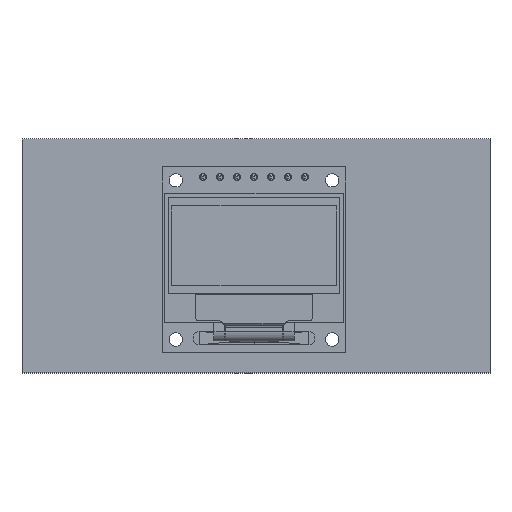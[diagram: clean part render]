
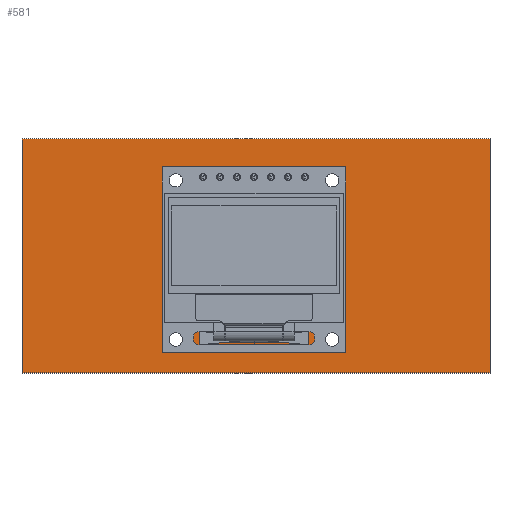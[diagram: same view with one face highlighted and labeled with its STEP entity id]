
A CAD part, top view. The second image highlights one B-rep face of the part: STEP entity #581.
In plain terms, the highlighted planar face has unit normal (0, 0, 1).
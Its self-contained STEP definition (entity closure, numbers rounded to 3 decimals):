
#56 = VERTEX_POINT('',#57);
#57 = CARTESIAN_POINT('',(76.,46.,0.411));
#63 = EDGE_CURVE('',#56,#64,#66,.T.);
#64 = VERTEX_POINT('',#65);
#65 = CARTESIAN_POINT('',(146.,46.,0.411));
#66 = LINE('',#67,#68);
#67 = CARTESIAN_POINT('',(76.,46.,0.411));
#68 = VECTOR('',#69,1.);
#69 = DIRECTION('',(1.,0.,0.));
#94 = EDGE_CURVE('',#64,#95,#97,.T.);
#95 = VERTEX_POINT('',#96);
#96 = CARTESIAN_POINT('',(146.,81.,0.411));
#97 = LINE('',#98,#99);
#98 = CARTESIAN_POINT('',(146.,46.,0.411));
#99 = VECTOR('',#100,1.);
#100 = DIRECTION('',(0.,1.,0.));
#125 = EDGE_CURVE('',#95,#126,#128,.T.);
#126 = VERTEX_POINT('',#127);
#127 = CARTESIAN_POINT('',(76.,81.,0.411));
#128 = LINE('',#129,#130);
#129 = CARTESIAN_POINT('',(146.,81.,0.411));
#130 = VECTOR('',#131,1.);
#131 = DIRECTION('',(-1.,0.,0.));
#156 = EDGE_CURVE('',#126,#56,#157,.T.);
#157 = LINE('',#158,#159);
#158 = CARTESIAN_POINT('',(76.,81.,0.411));
#159 = VECTOR('',#160,1.);
#160 = DIRECTION('',(0.,-1.,0.));
#180 = VERTEX_POINT('',#181);
#181 = CARTESIAN_POINT('',(100.6,74.8,0.411));
#187 = EDGE_CURVE('',#180,#180,#188,.T.);
#188 = CIRCLE('',#189,1.6);
#189 = AXIS2_PLACEMENT_3D('',#190,#191,#192);
#190 = CARTESIAN_POINT('',(99.,74.8,0.411));
#191 = DIRECTION('',(0.,0.,1.));
#192 = DIRECTION('',(1.,0.,-0.));
#213 = VERTEX_POINT('',#214);
#214 = CARTESIAN_POINT('',(100.6,51.,0.411));
#220 = EDGE_CURVE('',#213,#213,#221,.T.);
#221 = CIRCLE('',#222,1.6);
#222 = AXIS2_PLACEMENT_3D('',#223,#224,#225);
#223 = CARTESIAN_POINT('',(99.,51.,0.411));
#224 = DIRECTION('',(0.,0.,1.));
#225 = DIRECTION('',(1.,0.,-0.));
#246 = VERTEX_POINT('',#247);
#247 = CARTESIAN_POINT('',(103.582,75.3,0.411));
#253 = EDGE_CURVE('',#246,#246,#254,.T.);
#254 = CIRCLE('',#255,0.5);
#255 = AXIS2_PLACEMENT_3D('',#256,#257,#258);
#256 = CARTESIAN_POINT('',(103.082,75.3,0.411));
#257 = DIRECTION('',(0.,0.,1.));
#258 = DIRECTION('',(1.,0.,-0.));
#279 = VERTEX_POINT('',#280);
#280 = CARTESIAN_POINT('',(108.662,75.3,0.411));
#286 = EDGE_CURVE('',#279,#279,#287,.T.);
#287 = CIRCLE('',#288,0.5);
#288 = AXIS2_PLACEMENT_3D('',#289,#290,#291);
#289 = CARTESIAN_POINT('',(108.162,75.3,0.411));
#290 = DIRECTION('',(0.,0.,1.));
#291 = DIRECTION('',(1.,0.,-0.));
#312 = VERTEX_POINT('',#313);
#313 = CARTESIAN_POINT('',(106.122,75.3,0.411));
#319 = EDGE_CURVE('',#312,#312,#320,.T.);
#320 = CIRCLE('',#321,0.5);
#321 = AXIS2_PLACEMENT_3D('',#322,#323,#324);
#322 = CARTESIAN_POINT('',(105.622,75.3,0.411));
#323 = DIRECTION('',(0.,0.,1.));
#324 = DIRECTION('',(1.,0.,-0.));
#345 = VERTEX_POINT('',#346);
#346 = CARTESIAN_POINT('',(113.742,75.3,0.411));
#352 = EDGE_CURVE('',#345,#345,#353,.T.);
#353 = CIRCLE('',#354,0.5);
#354 = AXIS2_PLACEMENT_3D('',#355,#356,#357);
#355 = CARTESIAN_POINT('',(113.242,75.3,0.411));
#356 = DIRECTION('',(0.,0.,1.));
#357 = DIRECTION('',(1.,0.,-0.));
#378 = VERTEX_POINT('',#379);
#379 = CARTESIAN_POINT('',(124.,51.,0.411));
#385 = EDGE_CURVE('',#378,#378,#386,.T.);
#386 = CIRCLE('',#387,1.6);
#387 = AXIS2_PLACEMENT_3D('',#388,#389,#390);
#388 = CARTESIAN_POINT('',(122.4,51.,0.411));
#389 = DIRECTION('',(0.,0.,1.));
#390 = DIRECTION('',(1.,0.,-0.));
#411 = VERTEX_POINT('',#412);
#412 = CARTESIAN_POINT('',(124.,74.8,0.411));
#418 = EDGE_CURVE('',#411,#411,#419,.T.);
#419 = CIRCLE('',#420,1.6);
#420 = AXIS2_PLACEMENT_3D('',#421,#422,#423);
#421 = CARTESIAN_POINT('',(122.4,74.8,0.411));
#422 = DIRECTION('',(0.,0.,1.));
#423 = DIRECTION('',(1.,0.,-0.));
#444 = VERTEX_POINT('',#445);
#445 = CARTESIAN_POINT('',(111.202,75.3,0.411));
#451 = EDGE_CURVE('',#444,#444,#452,.T.);
#452 = CIRCLE('',#453,0.5);
#453 = AXIS2_PLACEMENT_3D('',#454,#455,#456);
#454 = CARTESIAN_POINT('',(110.702,75.3,0.411));
#455 = DIRECTION('',(0.,0.,1.));
#456 = DIRECTION('',(1.,0.,-0.));
#477 = VERTEX_POINT('',#478);
#478 = CARTESIAN_POINT('',(118.822,75.3,0.411));
#484 = EDGE_CURVE('',#477,#477,#485,.T.);
#485 = CIRCLE('',#486,0.5);
#486 = AXIS2_PLACEMENT_3D('',#487,#488,#489);
#487 = CARTESIAN_POINT('',(118.322,75.3,0.411));
#488 = DIRECTION('',(0.,0.,1.));
#489 = DIRECTION('',(1.,0.,-0.));
#510 = VERTEX_POINT('',#511);
#511 = CARTESIAN_POINT('',(116.282,75.3,0.411));
#517 = EDGE_CURVE('',#510,#510,#518,.T.);
#518 = CIRCLE('',#519,0.5);
#519 = AXIS2_PLACEMENT_3D('',#520,#521,#522);
#520 = CARTESIAN_POINT('',(115.782,75.3,0.411));
#521 = DIRECTION('',(0.,0.,1.));
#522 = DIRECTION('',(1.,0.,-0.));
#581 = ADVANCED_FACE('',(#582,#588,#591,#594,#597,#600,#603,#606,#609,
    #612,#615,#618),#621,.T.);
#582 = FACE_BOUND('',#583,.T.);
#583 = EDGE_LOOP('',(#584,#585,#586,#587));
#584 = ORIENTED_EDGE('',*,*,#63,.T.);
#585 = ORIENTED_EDGE('',*,*,#94,.T.);
#586 = ORIENTED_EDGE('',*,*,#125,.T.);
#587 = ORIENTED_EDGE('',*,*,#156,.T.);
#588 = FACE_BOUND('',#589,.T.);
#589 = EDGE_LOOP('',(#590));
#590 = ORIENTED_EDGE('',*,*,#187,.F.);
#591 = FACE_BOUND('',#592,.T.);
#592 = EDGE_LOOP('',(#593));
#593 = ORIENTED_EDGE('',*,*,#220,.F.);
#594 = FACE_BOUND('',#595,.T.);
#595 = EDGE_LOOP('',(#596));
#596 = ORIENTED_EDGE('',*,*,#253,.F.);
#597 = FACE_BOUND('',#598,.T.);
#598 = EDGE_LOOP('',(#599));
#599 = ORIENTED_EDGE('',*,*,#286,.F.);
#600 = FACE_BOUND('',#601,.T.);
#601 = EDGE_LOOP('',(#602));
#602 = ORIENTED_EDGE('',*,*,#319,.F.);
#603 = FACE_BOUND('',#604,.T.);
#604 = EDGE_LOOP('',(#605));
#605 = ORIENTED_EDGE('',*,*,#352,.F.);
#606 = FACE_BOUND('',#607,.T.);
#607 = EDGE_LOOP('',(#608));
#608 = ORIENTED_EDGE('',*,*,#385,.F.);
#609 = FACE_BOUND('',#610,.T.);
#610 = EDGE_LOOP('',(#611));
#611 = ORIENTED_EDGE('',*,*,#418,.F.);
#612 = FACE_BOUND('',#613,.T.);
#613 = EDGE_LOOP('',(#614));
#614 = ORIENTED_EDGE('',*,*,#451,.F.);
#615 = FACE_BOUND('',#616,.T.);
#616 = EDGE_LOOP('',(#617));
#617 = ORIENTED_EDGE('',*,*,#484,.F.);
#618 = FACE_BOUND('',#619,.T.);
#619 = EDGE_LOOP('',(#620));
#620 = ORIENTED_EDGE('',*,*,#517,.F.);
#621 = PLANE('',#622);
#622 = AXIS2_PLACEMENT_3D('',#623,#624,#625);
#623 = CARTESIAN_POINT('',(111.,63.5,0.411));
#624 = DIRECTION('',(0.,0.,1.));
#625 = DIRECTION('',(1.,0.,-0.));
